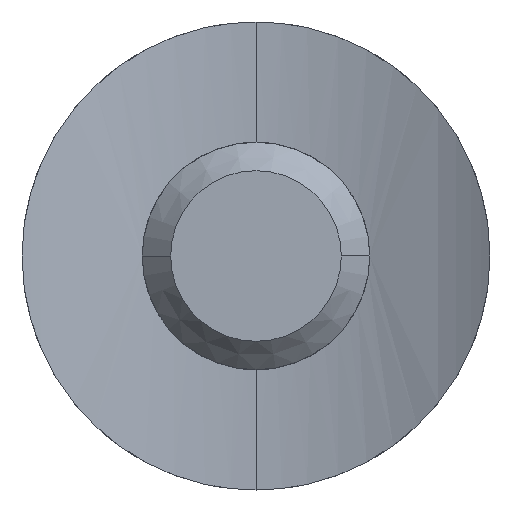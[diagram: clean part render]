
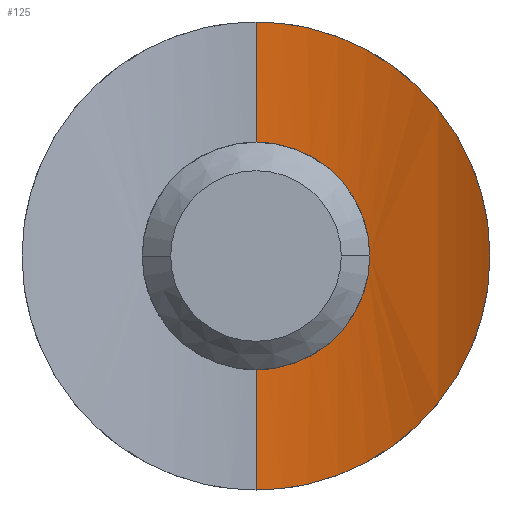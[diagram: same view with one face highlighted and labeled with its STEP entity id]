
A CAD part, left-side view. The second image highlights one B-rep face of the part: STEP entity #125.
In plain terms, the highlighted cylindrical face has radius 3 mm (diameter 6 mm), a partial arc.
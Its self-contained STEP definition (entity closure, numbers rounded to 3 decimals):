
#52=CARTESIAN_POINT('Axis2P3D Location',(-2.,0.,-30.97)) ;
#58=CARTESIAN_POINT('Control Point',(0.891,-0.8,-28.47)) ;
#59=CARTESIAN_POINT('Control Point',(0.891,-0.8,-28.217)) ;
#60=CARTESIAN_POINT('Control Point',(0.919,-0.699,-27.965)) ;
#61=CARTESIAN_POINT('Control Point',(0.974,-0.505,-27.77)) ;
#62=CARTESIAN_POINT('Control Point',(1.,-0.252,-27.67)) ;
#63=CARTESIAN_POINT('Control Point',(1.,0.,-27.67)) ;
#64=CARTESIAN_POINT('Vertex',(0.891,-0.8,-28.47)) ;
#66=CARTESIAN_POINT('Vertex',(1.,0.,-27.67)) ;
#70=CARTESIAN_POINT('Control Point',(0.891,-0.8,-28.47)) ;
#71=CARTESIAN_POINT('Control Point',(0.891,-0.8,-28.722)) ;
#72=CARTESIAN_POINT('Control Point',(0.919,-0.699,-28.974)) ;
#73=CARTESIAN_POINT('Control Point',(0.974,-0.505,-29.169)) ;
#74=CARTESIAN_POINT('Control Point',(1.,-0.252,-29.27)) ;
#75=CARTESIAN_POINT('Control Point',(1.,0.,-29.27)) ;
#76=CARTESIAN_POINT('Vertex',(1.,0.,-29.27)) ;
#79=CARTESIAN_POINT('Line Origine',(1.,0.,-30.97)) ;
#83=CARTESIAN_POINT('Vertex',(1.,0.,-30.115)) ;
#87=CARTESIAN_POINT('Control Point',(0.509,-1.645,-28.47)) ;
#88=CARTESIAN_POINT('Control Point',(0.509,-1.645,-28.683)) ;
#89=CARTESIAN_POINT('Control Point',(0.531,-1.611,-28.897)) ;
#90=CARTESIAN_POINT('Control Point',(0.577,-1.542,-29.098)) ;
#91=CARTESIAN_POINT('Control Point',(0.715,-1.302,-29.555)) ;
#92=CARTESIAN_POINT('Control Point',(0.877,-0.909,-29.891)) ;
#93=CARTESIAN_POINT('Control Point',(0.959,-0.63,-30.04)) ;
#94=CARTESIAN_POINT('Control Point',(1.,-0.315,-30.115)) ;
#95=CARTESIAN_POINT('Control Point',(1.,0.,-30.115)) ;
#96=CARTESIAN_POINT('Vertex',(0.509,-1.645,-28.47)) ;
#100=CARTESIAN_POINT('Control Point',(0.509,-1.645,-28.47)) ;
#101=CARTESIAN_POINT('Control Point',(0.509,-1.645,-28.256)) ;
#102=CARTESIAN_POINT('Control Point',(0.531,-1.611,-28.043)) ;
#103=CARTESIAN_POINT('Control Point',(0.577,-1.542,-27.841)) ;
#104=CARTESIAN_POINT('Control Point',(0.715,-1.302,-27.384)) ;
#105=CARTESIAN_POINT('Control Point',(0.877,-0.909,-27.049)) ;
#106=CARTESIAN_POINT('Control Point',(0.959,-0.63,-26.9)) ;
#107=CARTESIAN_POINT('Control Point',(1.,-0.315,-26.824)) ;
#108=CARTESIAN_POINT('Control Point',(1.,0.,-26.824)) ;
#109=CARTESIAN_POINT('Vertex',(1.,0.,-26.824)) ;
#112=CARTESIAN_POINT('Line Origine',(1.,0.,-30.97)) ;
#53=DIRECTION('Axis2P3D Direction',(0.,0.,1.)) ;
#54=DIRECTION('Axis2P3D XDirection',(1.,0.,0.)) ;
#80=DIRECTION('Vector Direction',(0.,0.,1.)) ;
#113=DIRECTION('Vector Direction',(0.,0.,1.)) ;
#55=AXIS2_PLACEMENT_3D('Cylinder Axis2P3D',#52,#53,#54) ;
#118=ORIENTED_EDGE('',*,*,#68,.F.) ;
#119=ORIENTED_EDGE('',*,*,#78,.T.) ;
#120=ORIENTED_EDGE('',*,*,#85,.F.) ;
#121=ORIENTED_EDGE('',*,*,#98,.F.) ;
#122=ORIENTED_EDGE('',*,*,#111,.T.) ;
#123=ORIENTED_EDGE('',*,*,#116,.F.) ;
#81=VECTOR('Line Direction',#80,1.) ;
#114=VECTOR('Line Direction',#113,1.) ;
#125=ADVANCED_FACE('PartBody',(#124),#56,.F.) ;
#57=B_SPLINE_CURVE_WITH_KNOTS('',5,(#58,#59,#60,#61,#62,#63),.UNSPECIFIED.,.F.,.U.,(6,6),(0.,1.785),.UNSPECIFIED.) ;
#69=B_SPLINE_CURVE_WITH_KNOTS('',5,(#70,#71,#72,#73,#74,#75),.UNSPECIFIED.,.F.,.U.,(6,6),(0.,1.785),.UNSPECIFIED.) ;
#86=B_SPLINE_CURVE_WITH_KNOTS('',5,(#87,#88,#89,#90,#91,#92,#93,#94,#95),.UNSPECIFIED.,.F.,.U.,(6,3,6),(0.,1.509,3.735),.UNSPECIFIED.) ;
#99=B_SPLINE_CURVE_WITH_KNOTS('',5,(#100,#101,#102,#103,#104,#105,#106,#107,#108),.UNSPECIFIED.,.F.,.U.,(6,3,6),(0.,1.509,3.735),.UNSPECIFIED.) ;
#56=CYLINDRICAL_SURFACE('generated cylinder',#55,3.) ;
#68=EDGE_CURVE('',#65,#67,#57,.T.) ;
#78=EDGE_CURVE('',#65,#77,#69,.T.) ;
#85=EDGE_CURVE('',#84,#77,#82,.T.) ;
#98=EDGE_CURVE('',#97,#84,#86,.T.) ;
#111=EDGE_CURVE('',#97,#110,#99,.T.) ;
#116=EDGE_CURVE('',#67,#110,#115,.T.) ;
#117=EDGE_LOOP('',(#118,#119,#120,#121,#122,#123)) ;
#124=FACE_OUTER_BOUND('',#117,.T.) ;
#82=LINE('Line',#79,#81) ;
#115=LINE('Line',#112,#114) ;
#65=VERTEX_POINT('',#64) ;
#67=VERTEX_POINT('',#66) ;
#77=VERTEX_POINT('',#76) ;
#84=VERTEX_POINT('',#83) ;
#97=VERTEX_POINT('',#96) ;
#110=VERTEX_POINT('',#109) ;
